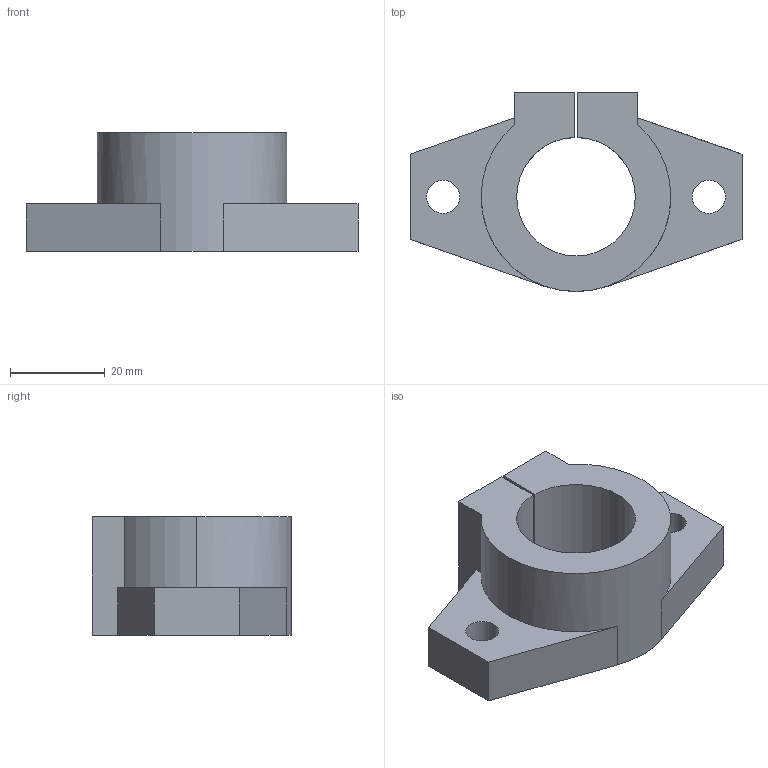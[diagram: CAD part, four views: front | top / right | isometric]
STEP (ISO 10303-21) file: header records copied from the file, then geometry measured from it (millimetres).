
FILE_DESCRIPTION (( 'STEP AP214' ), '1' );
FILE_NAME ('SHF25.STEP', '2025-12-03T08:05:02', ( '' ), ( '' ), 'SwSTEP 2.0', 'SolidWorks 2024', '' );
FILE_SCHEMA (( 'AUTOMOTIVE_DESIGN' ));
Length unit declared in the file: millimetre
Products named in the file (1): SHF25
Bounding box: 70 x 42 x 25 mm (x, y, z)
Volume: 28927.8 mm3; surface area: 10093.1 mm2
Topology: 1 solids, 1 shells, 295 faces, 810 edges, 540 vertices
Faces by surface type: plane 180, bspline 105, cylinder 10
Entity records: 14947 total; most frequent: CARTESIAN_POINT 8111, ORIENTED_EDGE 1620, DIRECTION 1004, EDGE_CURVE 810, LINE 578, VECTOR 578, VERTEX_POINT 540, EDGE_LOOP 322
